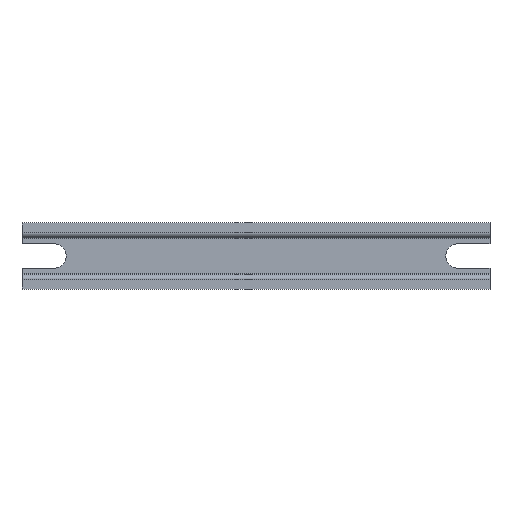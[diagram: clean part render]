
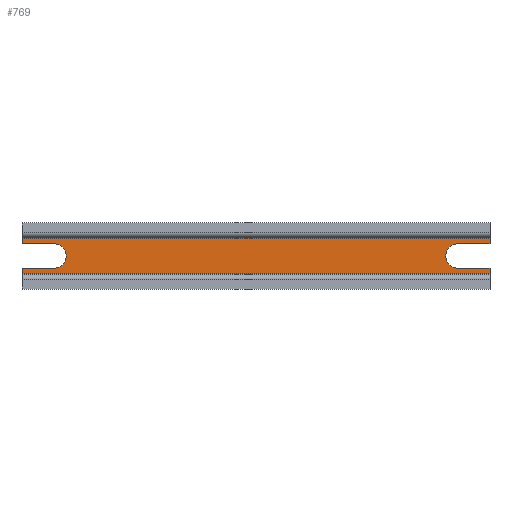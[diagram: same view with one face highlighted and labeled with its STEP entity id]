
A CAD part, top view. The second image highlights one B-rep face of the part: STEP entity #769.
In plain terms, the highlighted planar face has unit normal (0, 0, 1).
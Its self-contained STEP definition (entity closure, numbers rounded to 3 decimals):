
#687=AXIS2_PLACEMENT_3D('Plane Axis2P3D',#684,#685,#686) ;
#712=AXIS2_PLACEMENT_3D('Circle Axis2P3D',#710,#711,$) ;
#745=AXIS2_PLACEMENT_3D('Circle Axis2P3D',#743,#744,$) ;
#298=CARTESIAN_POINT('Vertex',(0.,11.55,1.)) ;
#301=CARTESIAN_POINT('Line Origine',(53.,11.55,1.)) ;
#305=CARTESIAN_POINT('Vertex',(106.,11.55,1.)) ;
#427=CARTESIAN_POINT('Line Origine',(53.,3.45,1.)) ;
#431=CARTESIAN_POINT('Vertex',(0.,3.45,1.)) ;
#433=CARTESIAN_POINT('Vertex',(106.,3.45,1.)) ;
#684=CARTESIAN_POINT('Axis2P3D Location',(0.,11.55,1.)) ;
#689=CARTESIAN_POINT('Line Origine',(0.,4.1,1.)) ;
#693=CARTESIAN_POINT('Vertex',(0.,4.75,1.)) ;
#696=CARTESIAN_POINT('Line Origine',(106.,4.1,1.)) ;
#700=CARTESIAN_POINT('Vertex',(106.,4.75,1.)) ;
#703=CARTESIAN_POINT('Line Origine',(102.375,4.75,1.)) ;
#707=CARTESIAN_POINT('Vertex',(98.75,4.75,1.)) ;
#710=CARTESIAN_POINT('Axis2P3D Location',(98.75,7.5,1.)) ;
#714=CARTESIAN_POINT('Vertex',(98.75,10.25,1.)) ;
#717=CARTESIAN_POINT('Line Origine',(102.375,10.25,1.)) ;
#721=CARTESIAN_POINT('Vertex',(106.,10.25,1.)) ;
#724=CARTESIAN_POINT('Line Origine',(106.,10.9,1.)) ;
#729=CARTESIAN_POINT('Line Origine',(0.,10.9,1.)) ;
#733=CARTESIAN_POINT('Vertex',(0.,10.25,1.)) ;
#736=CARTESIAN_POINT('Line Origine',(3.625,10.25,1.)) ;
#740=CARTESIAN_POINT('Vertex',(7.25,10.25,1.)) ;
#743=CARTESIAN_POINT('Axis2P3D Location',(7.25,7.5,1.)) ;
#747=CARTESIAN_POINT('Vertex',(7.25,4.75,1.)) ;
#750=CARTESIAN_POINT('Line Origine',(3.625,4.75,1.)) ;
#302=DIRECTION('Vector Direction',(1.,0.,0.)) ;
#428=DIRECTION('Vector Direction',(1.,0.,0.)) ;
#685=DIRECTION('Axis2P3D Direction',(-0.,0.,1.)) ;
#686=DIRECTION('Axis2P3D XDirection',(0.,-1.,0.)) ;
#690=DIRECTION('Vector Direction',(0.,-1.,0.)) ;
#697=DIRECTION('Vector Direction',(0.,-1.,0.)) ;
#704=DIRECTION('Vector Direction',(1.,0.,0.)) ;
#711=DIRECTION('Axis2P3D Direction',(-0.,0.,1.)) ;
#718=DIRECTION('Vector Direction',(-1.,0.,0.)) ;
#725=DIRECTION('Vector Direction',(0.,-1.,0.)) ;
#730=DIRECTION('Vector Direction',(0.,-1.,0.)) ;
#737=DIRECTION('Vector Direction',(1.,0.,0.)) ;
#744=DIRECTION('Axis2P3D Direction',(-0.,0.,1.)) ;
#751=DIRECTION('Vector Direction',(-1.,0.,0.)) ;
#303=VECTOR('Line Direction',#302,1.) ;
#429=VECTOR('Line Direction',#428,1.) ;
#691=VECTOR('Line Direction',#690,1.) ;
#698=VECTOR('Line Direction',#697,1.) ;
#705=VECTOR('Line Direction',#704,1.) ;
#719=VECTOR('Line Direction',#718,1.) ;
#726=VECTOR('Line Direction',#725,1.) ;
#731=VECTOR('Line Direction',#730,1.) ;
#738=VECTOR('Line Direction',#737,1.) ;
#752=VECTOR('Line Direction',#751,1.) ;
#756=ORIENTED_EDGE('',*,*,#695,.T.) ;
#757=ORIENTED_EDGE('',*,*,#435,.T.) ;
#758=ORIENTED_EDGE('',*,*,#702,.F.) ;
#759=ORIENTED_EDGE('',*,*,#709,.F.) ;
#760=ORIENTED_EDGE('',*,*,#716,.F.) ;
#761=ORIENTED_EDGE('',*,*,#723,.F.) ;
#762=ORIENTED_EDGE('',*,*,#728,.F.) ;
#763=ORIENTED_EDGE('',*,*,#307,.F.) ;
#764=ORIENTED_EDGE('',*,*,#735,.T.) ;
#765=ORIENTED_EDGE('',*,*,#742,.F.) ;
#766=ORIENTED_EDGE('',*,*,#749,.F.) ;
#767=ORIENTED_EDGE('',*,*,#754,.F.) ;
#769=ADVANCED_FACE('K\X2\00F6\X0\rper.2',(#768),#688,.T.) ;
#713=CIRCLE('generated circle',#712,2.75) ;
#746=CIRCLE('generated circle',#745,2.75) ;
#307=EDGE_CURVE('',#299,#306,#304,.T.) ;
#435=EDGE_CURVE('',#432,#434,#430,.T.) ;
#695=EDGE_CURVE('',#694,#432,#692,.T.) ;
#702=EDGE_CURVE('',#701,#434,#699,.T.) ;
#709=EDGE_CURVE('',#708,#701,#706,.T.) ;
#716=EDGE_CURVE('',#715,#708,#713,.T.) ;
#723=EDGE_CURVE('',#722,#715,#720,.T.) ;
#728=EDGE_CURVE('',#306,#722,#727,.T.) ;
#735=EDGE_CURVE('',#299,#734,#732,.T.) ;
#742=EDGE_CURVE('',#741,#734,#739,.F.) ;
#749=EDGE_CURVE('',#748,#741,#746,.T.) ;
#754=EDGE_CURVE('',#694,#748,#753,.F.) ;
#755=EDGE_LOOP('',(#756,#757,#758,#759,#760,#761,#762,#763,#764,#765,#766,#767)) ;
#768=FACE_OUTER_BOUND('',#755,.T.) ;
#304=LINE('Line',#301,#303) ;
#430=LINE('Line',#427,#429) ;
#692=LINE('Line',#689,#691) ;
#699=LINE('Line',#696,#698) ;
#706=LINE('Line',#703,#705) ;
#720=LINE('Line',#717,#719) ;
#727=LINE('Line',#724,#726) ;
#732=LINE('Line',#729,#731) ;
#739=LINE('Line',#736,#738) ;
#753=LINE('Line',#750,#752) ;
#688=PLANE('',#687) ;
#299=VERTEX_POINT('',#298) ;
#306=VERTEX_POINT('',#305) ;
#432=VERTEX_POINT('',#431) ;
#434=VERTEX_POINT('',#433) ;
#694=VERTEX_POINT('',#693) ;
#701=VERTEX_POINT('',#700) ;
#708=VERTEX_POINT('',#707) ;
#715=VERTEX_POINT('',#714) ;
#722=VERTEX_POINT('',#721) ;
#734=VERTEX_POINT('',#733) ;
#741=VERTEX_POINT('',#740) ;
#748=VERTEX_POINT('',#747) ;
